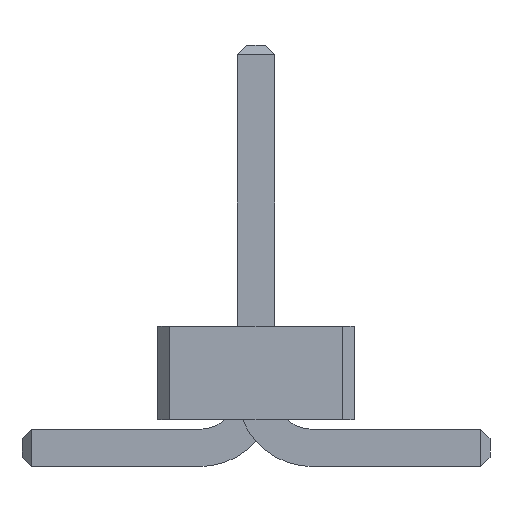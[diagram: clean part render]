
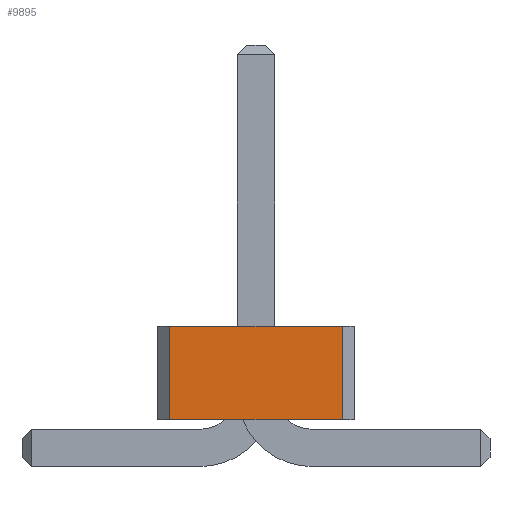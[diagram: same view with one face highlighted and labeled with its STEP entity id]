
A CAD part, front view. The second image highlights one B-rep face of the part: STEP entity #9895.
In plain terms, the highlighted planar face has unit normal (0, -1, 0).
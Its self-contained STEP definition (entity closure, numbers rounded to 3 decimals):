
#959 = VERTEX_POINT('',#960);
#960 = CARTESIAN_POINT('',(0.923,-23.495,0.5));
#966 = EDGE_CURVE('',#967,#959,#969,.T.);
#967 = VERTEX_POINT('',#968);
#968 = CARTESIAN_POINT('',(-0.923,-23.495,0.5));
#969 = LINE('',#970,#971);
#970 = CARTESIAN_POINT('',(-1.05,-23.495,0.5));
#971 = VECTOR('',#972,1.);
#972 = DIRECTION('',(1.,0.,0.));
#4033 = VERTEX_POINT('',#4034);
#4034 = CARTESIAN_POINT('',(-0.923,-23.495,1.5));
#4040 = EDGE_CURVE('',#4033,#4041,#4043,.T.);
#4041 = VERTEX_POINT('',#4042);
#4042 = CARTESIAN_POINT('',(0.923,-23.495,1.5));
#4043 = LINE('',#4044,#4045);
#4044 = CARTESIAN_POINT('',(-1.05,-23.495,1.5));
#4045 = VECTOR('',#4046,1.);
#4046 = DIRECTION('',(1.,0.,0.));
#9885 = EDGE_CURVE('',#967,#4033,#9886,.T.);
#9886 = LINE('',#9887,#9888);
#9887 = CARTESIAN_POINT('',(-0.923,-23.495,0.5));
#9888 = VECTOR('',#9889,1.);
#9889 = DIRECTION('',(0.,0.,1.));
#9895 = ADVANCED_FACE('',(#9896),#9907,.F.);
#9896 = FACE_BOUND('',#9897,.F.);
#9897 = EDGE_LOOP('',(#9898,#9899,#9900,#9901));
#9898 = ORIENTED_EDGE('',*,*,#966,.F.);
#9899 = ORIENTED_EDGE('',*,*,#9885,.T.);
#9900 = ORIENTED_EDGE('',*,*,#4040,.T.);
#9901 = ORIENTED_EDGE('',*,*,#9902,.F.);
#9902 = EDGE_CURVE('',#959,#4041,#9903,.T.);
#9903 = LINE('',#9904,#9905);
#9904 = CARTESIAN_POINT('',(0.923,-23.495,0.5));
#9905 = VECTOR('',#9906,1.);
#9906 = DIRECTION('',(0.,0.,1.));
#9907 = PLANE('',#9908);
#9908 = AXIS2_PLACEMENT_3D('',#9909,#9910,#9911);
#9909 = CARTESIAN_POINT('',(-1.05,-23.495,0.5));
#9910 = DIRECTION('',(0.,1.,0.));
#9911 = DIRECTION('',(1.,0.,0.));
